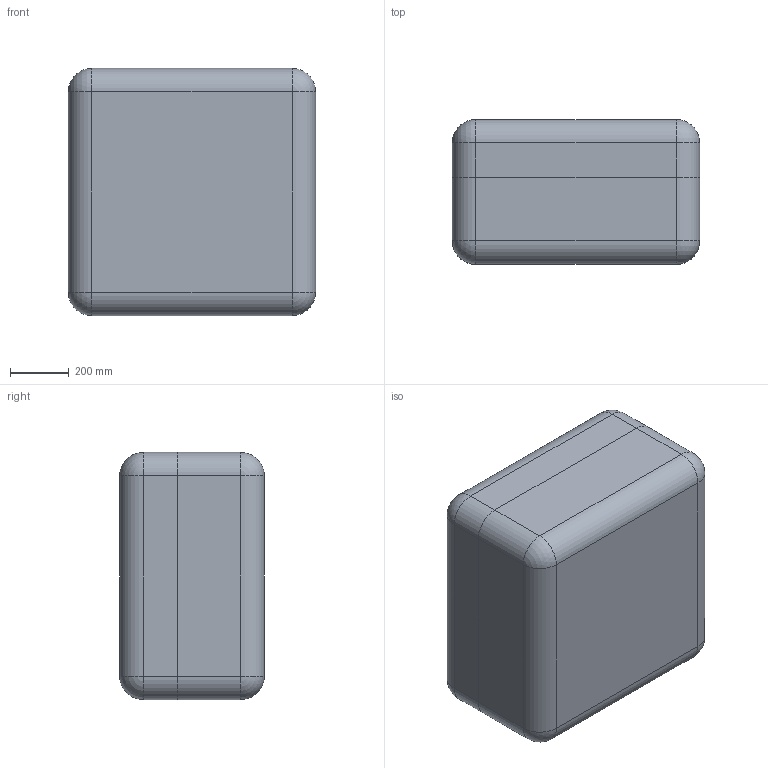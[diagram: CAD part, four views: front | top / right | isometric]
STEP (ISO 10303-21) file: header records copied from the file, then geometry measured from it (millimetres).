
FILE_DESCRIPTION (( 'STEP AP214' ), '1' );
FILE_NAME ('Êîíòåéíåð ÀÄÌÈÐÀË®ÏÐÎÔÅÑÑÈÎÍÀËÜÍÛÅ 133_óïðîùåííàÿ 3D-ìîäåëü.STEP', '2025-08-27T12:03:17', ( '' ), ( '' ), 'SwSTEP 2.0', 'SolidWorks 2021', '' );
FILE_SCHEMA (( 'AUTOMOTIVE_DESIGN' ));
Length unit declared in the file: millimetre
Products named in the file (3): Êîíòåéíåð ÀÄÌÈÐÀË®ÏÐÎÔÅÑÑÈÎÍÀËÜÍÛÅ 133_óïðîùåííàÿ 3D-ìîäåëü; Lid 137(óïð); base 132A
Assembly tree (2 placements, depth 2):
  Êîíòåéíåð ÀÄÌÈÐÀË®ÏÐÎÔÅÑÑÈÎÍÀËÜÍÛÅ 133_óïðîùåííàÿ 3D-ìîäåëü
    base 132A
    Lid 137(óïð)
Bounding box: 843.82 x 493.74 x 843.82 mm (x, y, z)
Volume: 138762341.2 mm3; surface area: 6338816.9 mm2
Topology: 2 solids, 2 shells, 1507 faces, 3752 edges, 2176 vertices
Faces by surface type: cylinder 592, plane 331, bspline 288, torus 240, sphere 32, cone 24
Entity records: 53727 total; most frequent: CARTESIAN_POINT 20097, ORIENTED_EDGE 7344, DIRECTION 6852, EDGE_CURVE 3672, AXIS2_PLACEMENT_3D 2718, VERTEX_POINT 2176, EDGE_LOOP 1530, FACE_OUTER_BOUND 1507
